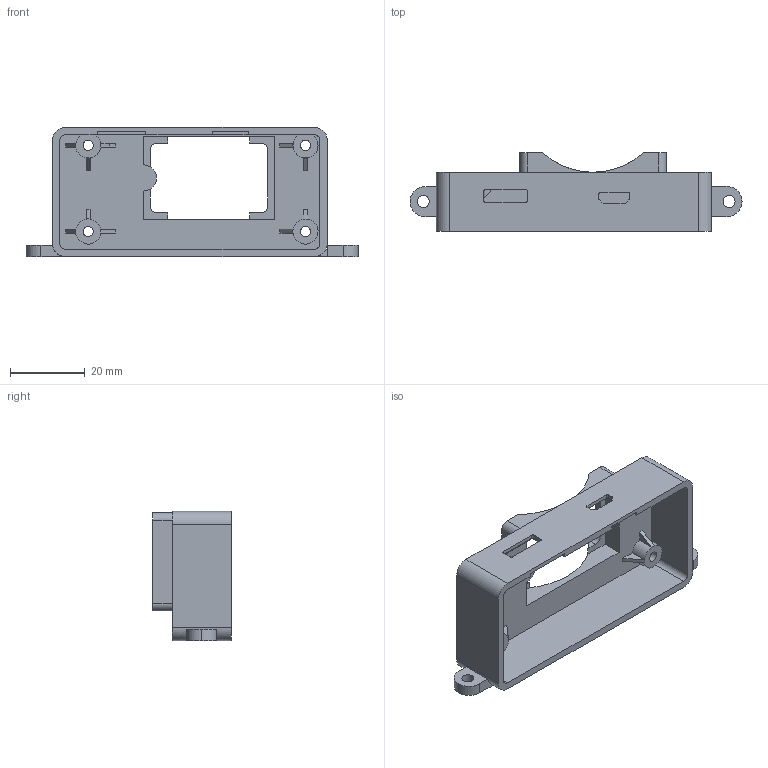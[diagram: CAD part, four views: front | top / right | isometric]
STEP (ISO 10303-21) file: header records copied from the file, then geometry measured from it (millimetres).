
FILE_DESCRIPTION(('FreeCAD Model'),'2;1');
FILE_NAME('Open CASCADE Shape Model','2024-04-17T08:50:07',(''),(''), 'Open CASCADE STEP processor 7.5','FreeCAD','Unknown');
FILE_SCHEMA(('AUTOMOTIVE_DESIGN { 1 0 10303 214 1 1 1 1 }'));
Length unit declared in the file: millimetre
Products named in the file (1): TOP-160424 (Solid)
Bounding box: 88.62 x 21.02 x 34.5 mm (x, y, z)
Volume: 10538 mm3; surface area: 11945.6 mm2
Topology: 1 solids, 1 shells, 155 faces, 453 edges, 307 vertices
Faces by surface type: plane 101, cylinder 52, bspline 2
Full cylindrical faces by diameter (mm): 2.7 x4, 3.2 x2, 4.84 x4
Entity records: 11312 total; most frequent: CARTESIAN_POINT 2307, DIRECTION 1689, LINE 1014, VECTOR 1014, ORIENTED_EDGE 906, PCURVE 906, DEFINITIONAL_REPRESENTATION 906, EDGE_CURVE 453
